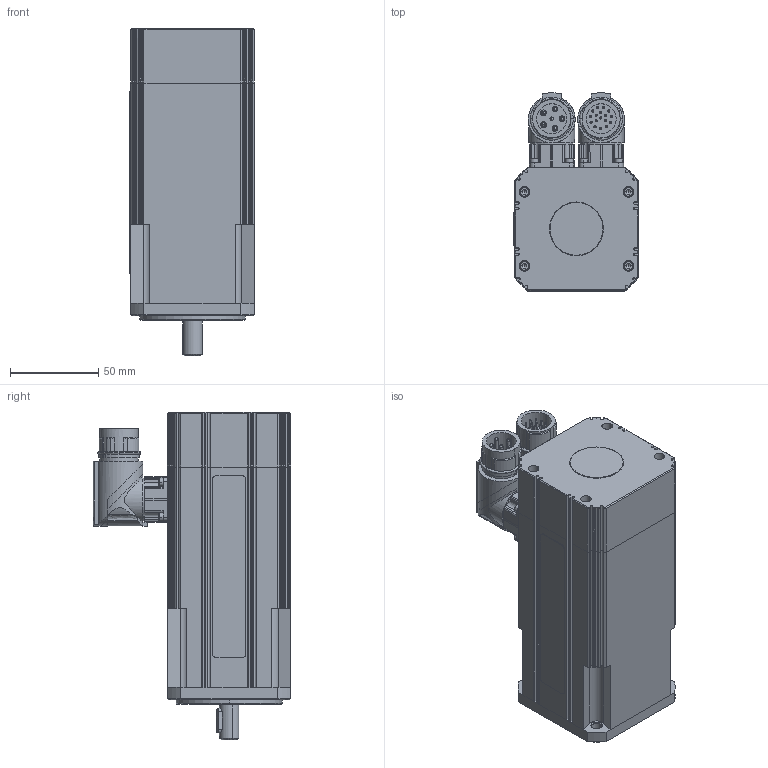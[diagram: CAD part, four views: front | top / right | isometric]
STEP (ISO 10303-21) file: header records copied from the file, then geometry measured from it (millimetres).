
FILE_DESCRIPTION((''),'2;1');
FILE_NAME('FP-307 + Encoder Sick-Stegmann SKS 36.stp','2011-11-10T10:47:32',('jlopez'),(''),'Autodesk Inventor 9','Autodesk Inventor 9','');
FILE_SCHEMA(('AUTOMOTIVE_DESIGN { 1 0 10303 214 1 1 1 1 }'));
Length unit declared in the file: millimetre
Products named in the file (1): Pieza1
Bounding box: 70.5 x 112.15 x 186 mm (x, y, z)
Volume: 817623.2 mm3; surface area: 90369.2 mm2
Topology: 1 solids, 22 shells, 1474 faces, 3818 edges, 2310 vertices
Faces by surface type: cylinder 654, plane 452, cone 182, bspline 90, torus 50, sphere 46
Entity records: 46151 total; most frequent: CARTESIAN_POINT 10382, DIRECTION 7840, ORIENTED_EDGE 7388, EDGE_CURVE 3694, AXIS2_PLACEMENT_3D 3070, VERTEX_POINT 2310, VECTOR 1700, LINE 1700
